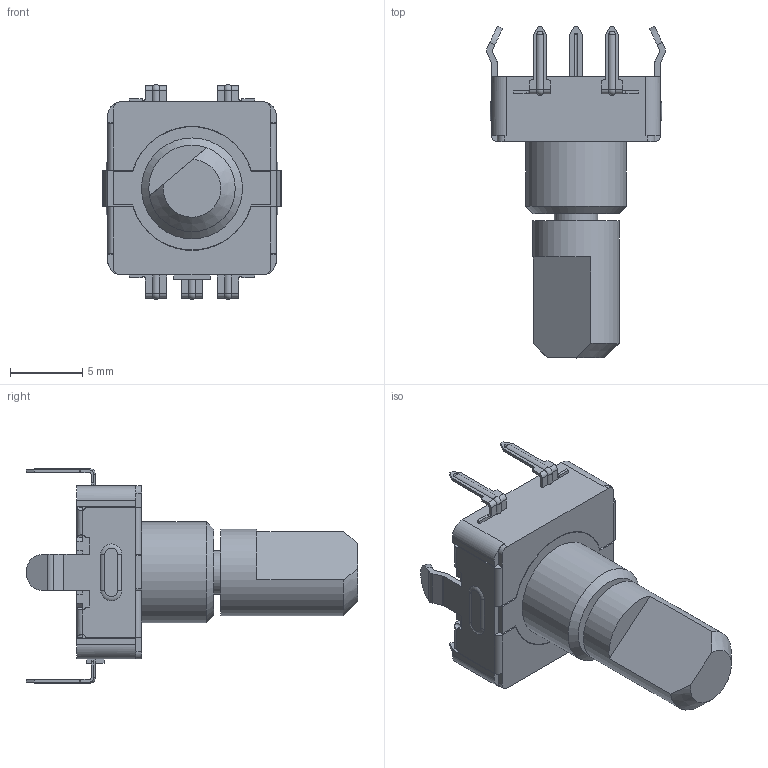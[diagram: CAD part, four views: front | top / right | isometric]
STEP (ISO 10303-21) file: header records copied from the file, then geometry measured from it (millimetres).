
FILE_DESCRIPTION(/* description */ ('STEP AP214'),/* implementation_level */ '2;1');
FILE_NAME(/* name */ '5ff9e0f0f2a4610e8e746741',/* time_stamp */ '2021-01-09T16:59:29+00:00',/* author */ (''),/* organization */ (''),/* preprocessor_version */ 'ST-DEVELOPER v18.1',/* originating_system */ ' ',/* authorisation */ ' ');
FILE_SCHEMA (('AUTOMOTIVE_DESIGN {1 0 10303 214 3 1 1}'));
Length unit declared in the file: metre
Products named in the file (1): EC11-15F
Bounding box: 12.4 x 23 x 14.9 mm (x, y, z)
Volume: 1051.2 mm3; surface area: 1029.8 mm2
Topology: 1 solids, 3 shells, 363 faces, 972 edges, 617 vertices
Faces by surface type: plane 226, cylinder 99, torus 18, sphere 10, bspline 8, cone 2
Full cylindrical faces by diameter (mm): 3 x1, 6 x1, 7 x1
Entity records: 11684 total; most frequent: CARTESIAN_POINT 2624, ORIENTED_EDGE 1892, DIRECTION 1870, EDGE_CURVE 946, LINE 688, VECTOR 688, VERTEX_POINT 605, AXIS2_PLACEMENT_3D 591
